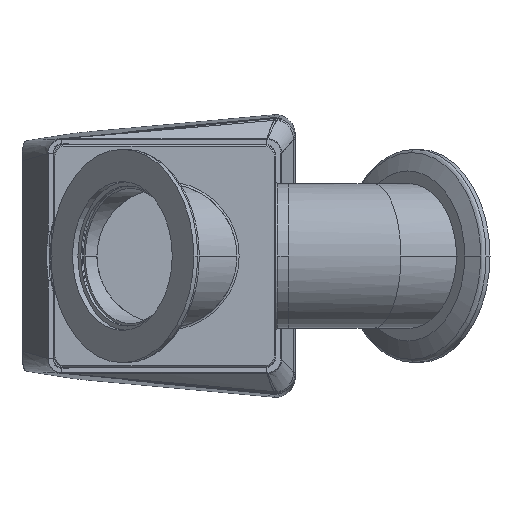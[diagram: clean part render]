
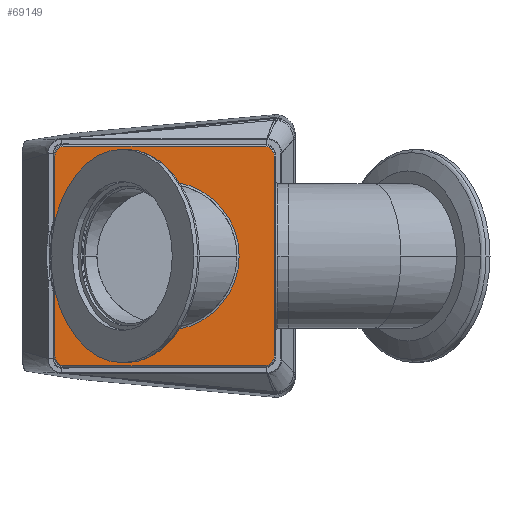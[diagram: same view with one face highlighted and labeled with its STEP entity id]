
A CAD part, front view. The second image highlights one B-rep face of the part: STEP entity #69149.
In plain terms, the highlighted planar face has unit normal (0, -1, 0).
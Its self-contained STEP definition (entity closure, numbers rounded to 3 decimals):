
#666 = VERTEX_POINT ( 'NONE', #97958 ) ;
#1083 = VERTEX_POINT ( 'NONE', #33764 ) ;
#1947 = ORIENTED_EDGE ( 'NONE', *, *, #11384, .T. ) ;
#2797 = CARTESIAN_POINT ( 'NONE',  ( 0., 0., 0. ) ) ;
#2825 = ORIENTED_EDGE ( 'NONE', *, *, #13160, .T. ) ;
#3830 = DIRECTION ( 'NONE',  ( 0., 1., 0. ) ) ;
#3919 = EDGE_CURVE ( 'NONE', #35763, #70911, #5282, .T. ) ;
#4076 = CIRCLE ( 'NONE', #12010, 26.2 ) ;
#5097 = AXIS2_PLACEMENT_3D ( 'NONE', #39460, #24484, #31478 ) ;
#5282 = CIRCLE ( 'NONE', #48457, 26.2 ) ;
#8823 = CARTESIAN_POINT ( 'NONE',  ( 38.5, 0., 0. ) ) ;
#9736 = DIRECTION ( 'NONE',  ( 0., -1., 0. ) ) ;
#10613 = CIRCLE ( 'NONE', #13804, 3.5 ) ;
#10710 = VERTEX_POINT ( 'NONE', #21734 ) ;
#11384 = EDGE_CURVE ( 'NONE', #1083, #46098, #10613, .T. ) ;
#12010 = AXIS2_PLACEMENT_3D ( 'NONE', #41810, #3830, #64809 ) ;
#13160 = EDGE_CURVE ( 'NONE', #32961, #1083, #80651, .T. ) ;
#13804 = AXIS2_PLACEMENT_3D ( 'NONE', #53123, #21618, #61594 ) ;
#15918 = CARTESIAN_POINT ( 'NONE',  ( 0., 0., 0. ) ) ;
#16245 = DIRECTION ( 'NONE',  ( 0., 0., 1. ) ) ;
#16336 = LINE ( 'NONE', #8823, #26028 ) ;
#17798 = FACE_OUTER_BOUND ( 'NONE', #22547, .T. ) ;
#19578 = AXIS2_PLACEMENT_3D ( 'NONE', #85754, #9736, #16245 ) ;
#19646 = VECTOR ( 'NONE', #64244, 1000. ) ;
#20740 = ORIENTED_EDGE ( 'NONE', *, *, #3919, .T. ) ;
#21081 = EDGE_CURVE ( 'NONE', #46098, #28015, #84194, .T. ) ;
#21618 = DIRECTION ( 'NONE',  ( 0., -1., 0. ) ) ;
#21734 = CARTESIAN_POINT ( 'NONE',  ( -35., 0., 38.5 ) ) ;
#22547 = EDGE_LOOP ( 'NONE', ( #1947, #94119, #26818, #56518, #76538, #54744, #92847, #2825 ) ) ;
#23303 = VERTEX_POINT ( 'NONE', #82739 ) ;
#24313 = DIRECTION ( 'NONE',  ( 0., 0., 1. ) ) ;
#24484 = DIRECTION ( 'NONE',  ( 0., -1., 0. ) ) ;
#26028 = VECTOR ( 'NONE', #24313, 1000. ) ;
#26155 = DIRECTION ( 'NONE',  ( 1., 0., 0. ) ) ;
#26818 = ORIENTED_EDGE ( 'NONE', *, *, #63531, .T. ) ;
#28015 = VERTEX_POINT ( 'NONE', #31568 ) ;
#31433 = VECTOR ( 'NONE', #26155, 1000. ) ;
#31478 = DIRECTION ( 'NONE',  ( 0., 0., 1. ) ) ;
#31568 = CARTESIAN_POINT ( 'NONE',  ( 35., 0., -38.5 ) ) ;
#32961 = VERTEX_POINT ( 'NONE', #42051 ) ;
#33764 = CARTESIAN_POINT ( 'NONE',  ( -38.5, 0., -35. ) ) ;
#35763 = VERTEX_POINT ( 'NONE', #72465 ) ;
#38887 = DIRECTION ( 'NONE',  ( 0., 1., 0. ) ) ;
#39460 = CARTESIAN_POINT ( 'NONE',  ( 35., 0., 35. ) ) ;
#40431 = AXIS2_PLACEMENT_3D ( 'NONE', #49732, #65692, #57717 ) ;
#41263 = DIRECTION ( 'NONE',  ( 0., 1., 0. ) ) ;
#41410 = EDGE_CURVE ( 'NONE', #23303, #96947, #48283, .T. ) ;
#41810 = CARTESIAN_POINT ( 'NONE',  ( 0., 0., 0. ) ) ;
#42051 = CARTESIAN_POINT ( 'NONE',  ( -38.5, 0., 35. ) ) ;
#46098 = VERTEX_POINT ( 'NONE', #46983 ) ;
#46983 = CARTESIAN_POINT ( 'NONE',  ( -35., 0., -38.5 ) ) ;
#48283 = CIRCLE ( 'NONE', #5097, 3.5 ) ;
#48307 = FACE_BOUND ( 'NONE', #67031, .T. ) ;
#48457 = AXIS2_PLACEMENT_3D ( 'NONE', #15918, #38887, #59911 ) ;
#49256 = LINE ( 'NONE', #63263, #19646 ) ;
#49732 = CARTESIAN_POINT ( 'NONE',  ( -35., 0., 35. ) ) ;
#53123 = CARTESIAN_POINT ( 'NONE',  ( -35., 0., -35. ) ) ;
#53127 = CIRCLE ( 'NONE', #19578, 3.5 ) ;
#54744 = ORIENTED_EDGE ( 'NONE', *, *, #68107, .T. ) ;
#54764 = EDGE_CURVE ( 'NONE', #10710, #32961, #73924, .T. ) ;
#56205 = DIRECTION ( 'NONE',  ( 0., 0., -1. ) ) ;
#56518 = ORIENTED_EDGE ( 'NONE', *, *, #93646, .T. ) ;
#57717 = DIRECTION ( 'NONE',  ( 0., 0., 1. ) ) ;
#58039 = AXIS2_PLACEMENT_3D ( 'NONE', #2797, #41263, #63772 ) ;
#59911 = DIRECTION ( 'NONE',  ( 0., 0., 1. ) ) ;
#61594 = DIRECTION ( 'NONE',  ( 0., 0., 1. ) ) ;
#63263 = CARTESIAN_POINT ( 'NONE',  ( 0., 0., 38.5 ) ) ;
#63531 = EDGE_CURVE ( 'NONE', #28015, #666, #53127, .T. ) ;
#63772 = DIRECTION ( 'NONE',  ( 0., 0., 1. ) ) ;
#64244 = DIRECTION ( 'NONE',  ( -1., 0., 0. ) ) ;
#64809 = DIRECTION ( 'NONE',  ( 0., 0., 1. ) ) ;
#65692 = DIRECTION ( 'NONE',  ( 0., -1., 0. ) ) ;
#66739 = ORIENTED_EDGE ( 'NONE', *, *, #72664, .T. ) ;
#67031 = EDGE_LOOP ( 'NONE', ( #66739, #20740 ) ) ;
#67682 = CARTESIAN_POINT ( 'NONE',  ( 35., 0., -38.5 ) ) ;
#68107 = EDGE_CURVE ( 'NONE', #96947, #10710, #49256, .T. ) ;
#69149 = ADVANCED_FACE ( 'NONE', ( #17798, #48307 ), #78778, .F. ) ;
#70911 = VERTEX_POINT ( 'NONE', #79745 ) ;
#72465 = CARTESIAN_POINT ( 'NONE',  ( 0., 0., -26.2 ) ) ;
#72664 = EDGE_CURVE ( 'NONE', #70911, #35763, #4076, .T. ) ;
#73924 = CIRCLE ( 'NONE', #40431, 3.5 ) ;
#76538 = ORIENTED_EDGE ( 'NONE', *, *, #41410, .T. ) ;
#78778 = PLANE ( 'NONE',  #58039 ) ;
#79745 = CARTESIAN_POINT ( 'NONE',  ( 0., 0., 26.2 ) ) ;
#80651 = LINE ( 'NONE', #88677, #85924 ) ;
#82739 = CARTESIAN_POINT ( 'NONE',  ( 38.5, 0., 35. ) ) ;
#84194 = LINE ( 'NONE', #67682, #31433 ) ;
#85754 = CARTESIAN_POINT ( 'NONE',  ( 35., 0., -35. ) ) ;
#85924 = VECTOR ( 'NONE', #56205, 1000. ) ;
#88677 = CARTESIAN_POINT ( 'NONE',  ( -38.5, 0., -35. ) ) ;
#92005 = CARTESIAN_POINT ( 'NONE',  ( 35., 0., 38.5 ) ) ;
#92847 = ORIENTED_EDGE ( 'NONE', *, *, #54764, .T. ) ;
#93646 = EDGE_CURVE ( 'NONE', #666, #23303, #16336, .T. ) ;
#94119 = ORIENTED_EDGE ( 'NONE', *, *, #21081, .T. ) ;
#96947 = VERTEX_POINT ( 'NONE', #92005 ) ;
#97958 = CARTESIAN_POINT ( 'NONE',  ( 38.5, 0., -35. ) ) ;
